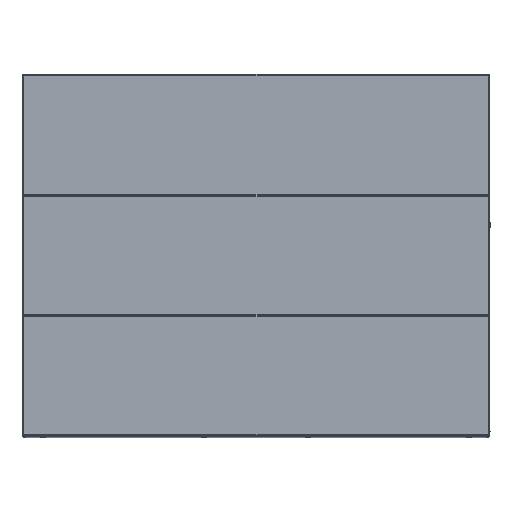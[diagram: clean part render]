
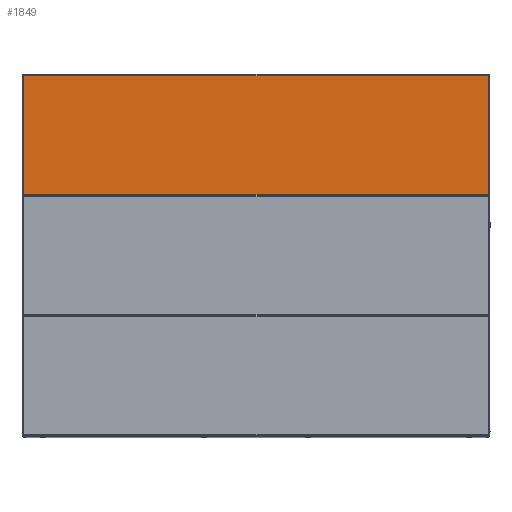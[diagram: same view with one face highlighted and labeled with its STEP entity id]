
A CAD part, top view. The second image highlights one B-rep face of the part: STEP entity #1849.
In plain terms, the highlighted free-form (B-spline) face has degree [1, 1] with [2, 2] control points.
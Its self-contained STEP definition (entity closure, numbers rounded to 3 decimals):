
#1560 = VERTEX_POINT('',#1561);
#1561 = CARTESIAN_POINT('',(-75.576,319.706,
    303.694));
#1826 = VERTEX_POINT('',#1827);
#1827 = CARTESIAN_POINT('',(438.395,319.706,
    303.694));
#1849 = ADVANCED_FACE('',(#1850),#1876,.F.);
#1850 = FACE_BOUND('',#1851,.T.);
#1851 = EDGE_LOOP('',(#1852,#1859,#1864,#1871));
#1852 = ORIENTED_EDGE('',*,*,#1853,.T.);
#1853 = EDGE_CURVE('',#1854,#1560,#1856,.T.);
#1854 = VERTEX_POINT('',#1855);
#1855 = CARTESIAN_POINT('',(-75.576,451.229,
    303.694));
#1856 = B_SPLINE_CURVE_WITH_KNOTS('',1,(#1857,#1858),.UNSPECIFIED.,.F.,
  .F.,(2,2),(0.,147.6),.PIECEWISE_BEZIER_KNOTS.);
#1857 = CARTESIAN_POINT('',(-75.576,451.229,
    303.694));
#1858 = CARTESIAN_POINT('',(-75.576,319.706,
    303.694));
#1859 = ORIENTED_EDGE('',*,*,#1860,.T.);
#1860 = EDGE_CURVE('',#1560,#1826,#1861,.T.);
#1861 = B_SPLINE_CURVE_WITH_KNOTS('',1,(#1862,#1863),.UNSPECIFIED.,.F.,
  .F.,(2,2),(-578.4,-1.6),.PIECEWISE_BEZIER_KNOTS.);
#1862 = CARTESIAN_POINT('',(-75.576,319.706,
    303.694));
#1863 = CARTESIAN_POINT('',(438.395,319.706,
    303.694));
#1864 = ORIENTED_EDGE('',*,*,#1865,.T.);
#1865 = EDGE_CURVE('',#1826,#1866,#1868,.T.);
#1866 = VERTEX_POINT('',#1867);
#1867 = CARTESIAN_POINT('',(438.395,451.229,
    303.694));
#1868 = B_SPLINE_CURVE_WITH_KNOTS('',1,(#1869,#1870),.UNSPECIFIED.,.F.,
  .F.,(2,2),(0.,147.6),.PIECEWISE_BEZIER_KNOTS.);
#1869 = CARTESIAN_POINT('',(438.395,319.706,
    303.694));
#1870 = CARTESIAN_POINT('',(438.395,451.229,
    303.694));
#1871 = ORIENTED_EDGE('',*,*,#1872,.T.);
#1872 = EDGE_CURVE('',#1866,#1854,#1873,.T.);
#1873 = B_SPLINE_CURVE_WITH_KNOTS('',1,(#1874,#1875),.UNSPECIFIED.,.F.,
  .F.,(2,2),(-598.4,-21.6),.PIECEWISE_BEZIER_KNOTS.);
#1874 = CARTESIAN_POINT('',(438.395,451.229,
    303.694));
#1875 = CARTESIAN_POINT('',(-75.576,451.229,
    303.694));
#1876 = B_SPLINE_SURFACE_WITH_KNOTS('',1,1,(
    (#1877,#1878)
    ,(#1879,#1880
  )),.UNSPECIFIED.,.F.,.F.,.F.,(2,2),(2,2),(-598.4,-21.6),(0.8,148.4),
  .PIECEWISE_BEZIER_KNOTS.);
#1877 = CARTESIAN_POINT('',(438.395,319.706,
    303.694));
#1878 = CARTESIAN_POINT('',(438.395,451.229,
    303.694));
#1879 = CARTESIAN_POINT('',(-75.576,319.706,
    303.694));
#1880 = CARTESIAN_POINT('',(-75.576,451.229,
    303.694));
